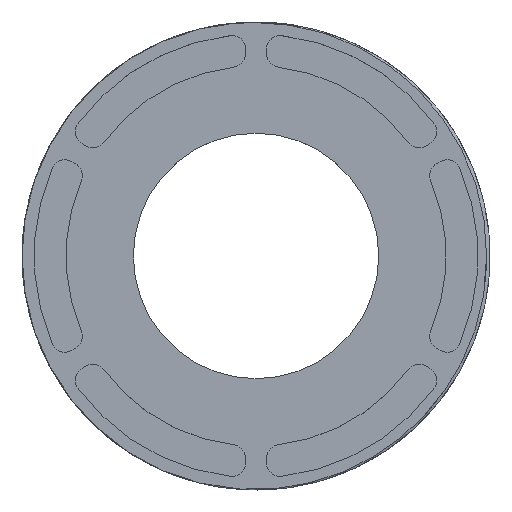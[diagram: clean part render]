
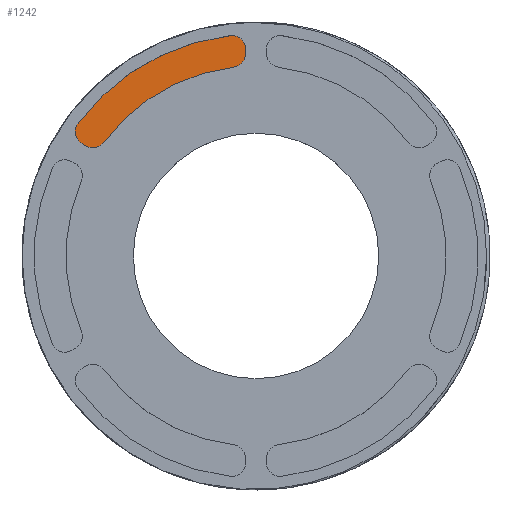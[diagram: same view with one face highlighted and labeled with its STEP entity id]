
A CAD part, top view. The second image highlights one B-rep face of the part: STEP entity #1242.
In plain terms, the highlighted planar face has unit normal (0, 0, 1).
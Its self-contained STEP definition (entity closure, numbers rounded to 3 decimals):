
#40=PLANE('',#1390);
#92=FACE_OUTER_BOUND('',#176,.T.);
#176=EDGE_LOOP('',(#1007,#1008,#1009,#1010,#1011,#1012,#1013,#1014));
#270=CIRCLE('',#1386,2.);
#271=CIRCLE('',#1389,2.);
#272=CIRCLE('',#1391,27.5);
#273=CIRCLE('',#1392,2.);
#274=CIRCLE('',#1393,32.1);
#275=CIRCLE('',#1394,2.);
#356=LINE('',#3571,#439);
#360=LINE('',#3584,#443);
#439=VECTOR('',#1690,10.);
#443=VECTOR('',#1704,10.);
#568=VERTEX_POINT('',#3564);
#569=VERTEX_POINT('',#3565);
#570=VERTEX_POINT('',#3570);
#571=VERTEX_POINT('',#3574);
#572=VERTEX_POINT('',#3575);
#573=VERTEX_POINT('',#3580);
#574=VERTEX_POINT('',#3582);
#575=VERTEX_POINT('',#3585);
#721=EDGE_CURVE('',#568,#569,#270,.T.);
#724=EDGE_CURVE('',#568,#570,#356,.T.);
#726=EDGE_CURVE('',#571,#572,#271,.T.);
#729=EDGE_CURVE('',#573,#569,#272,.T.);
#730=EDGE_CURVE('',#573,#574,#273,.T.);
#731=EDGE_CURVE('',#571,#574,#360,.T.);
#732=EDGE_CURVE('',#575,#572,#274,.T.);
#733=EDGE_CURVE('',#575,#570,#275,.T.);
#1007=ORIENTED_EDGE('',*,*,#721,.T.);
#1008=ORIENTED_EDGE('',*,*,#729,.F.);
#1009=ORIENTED_EDGE('',*,*,#730,.T.);
#1010=ORIENTED_EDGE('',*,*,#731,.F.);
#1011=ORIENTED_EDGE('',*,*,#726,.T.);
#1012=ORIENTED_EDGE('',*,*,#732,.F.);
#1013=ORIENTED_EDGE('',*,*,#733,.T.);
#1014=ORIENTED_EDGE('',*,*,#724,.F.);
#1242=ADVANCED_FACE('',(#92),#40,.T.);
#1386=AXIS2_PLACEMENT_3D('',#3566,#1684,#1685);
#1389=AXIS2_PLACEMENT_3D('',#3576,#1694,#1695);
#1390=AXIS2_PLACEMENT_3D('',#3579,#1698,#1699);
#1391=AXIS2_PLACEMENT_3D('',#3581,#1700,#1701);
#1392=AXIS2_PLACEMENT_3D('',#3583,#1702,#1703);
#1393=AXIS2_PLACEMENT_3D('',#3586,#1705,#1706);
#1394=AXIS2_PLACEMENT_3D('',#3587,#1707,#1708);
#1684=DIRECTION('center_axis',(0.,0.,1.));
#1685=DIRECTION('ref_axis',(0.201,-0.98,0.));
#1690=DIRECTION('',(-0.866,0.5,0.));
#1694=DIRECTION('center_axis',(0.,0.,1.));
#1695=DIRECTION('ref_axis',(0.665,0.747,0.));
#1698=DIRECTION('center_axis',(0.,0.,1.));
#1699=DIRECTION('ref_axis',(0.5,-0.866,0.));
#1700=DIRECTION('center_axis',(0.,0.,1.));
#1701=DIRECTION('ref_axis',(0.5,-0.866,0.));
#1702=DIRECTION('center_axis',(0.,0.,1.));
#1703=DIRECTION('ref_axis',(0.748,-0.664,0.));
#1704=DIRECTION('',(0.,-1.,0.));
#1705=DIRECTION('center_axis',(0.,0.,-1.));
#1706=DIRECTION('ref_axis',(0.5,-0.866,0.));
#1707=DIRECTION('center_axis',(0.,0.,1.));
#1708=DIRECTION('ref_axis',(-0.979,-0.202,0.));
#3564=CARTESIAN_POINT('',(-24.617,15.945,1.5));
#3565=CARTESIAN_POINT('',(-22.016,16.478,1.5));
#3566=CARTESIAN_POINT('Origin',(-23.617,17.677,1.5));
#3570=CARTESIAN_POINT('',(-25.141,16.247,1.5));
#3571=CARTESIAN_POINT('',(0.75,1.299,1.5));
#3574=CARTESIAN_POINT('',(-1.5,29.896,1.5));
#3575=CARTESIAN_POINT('',(-3.733,31.882,1.5));
#3576=CARTESIAN_POINT('Origin',(-3.5,29.896,1.5));
#3579=CARTESIAN_POINT('Origin',(-14.158,24.522,1.5));
#3580=CARTESIAN_POINT('',(-3.263,27.306,1.5));
#3581=CARTESIAN_POINT('Origin',(0.,0.,1.5));
#3582=CARTESIAN_POINT('',(-1.5,29.292,1.5));
#3583=CARTESIAN_POINT('Origin',(-3.5,29.292,1.5));
#3584=CARTESIAN_POINT('',(-1.5,0.,1.5));
#3585=CARTESIAN_POINT('',(-25.745,19.174,1.5));
#3586=CARTESIAN_POINT('Origin',(0.,0.,1.5));
#3587=CARTESIAN_POINT('Origin',(-24.141,17.979,1.5));
